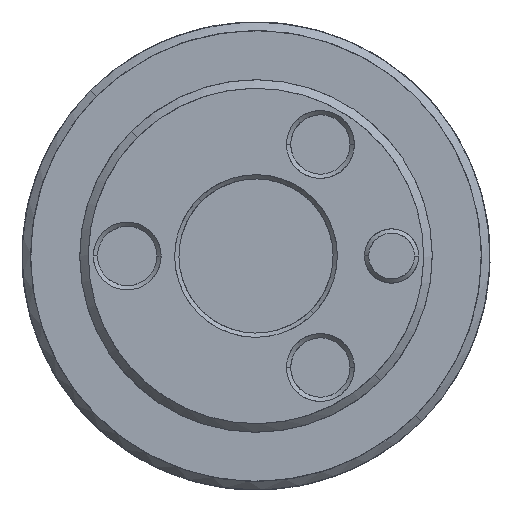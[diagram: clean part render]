
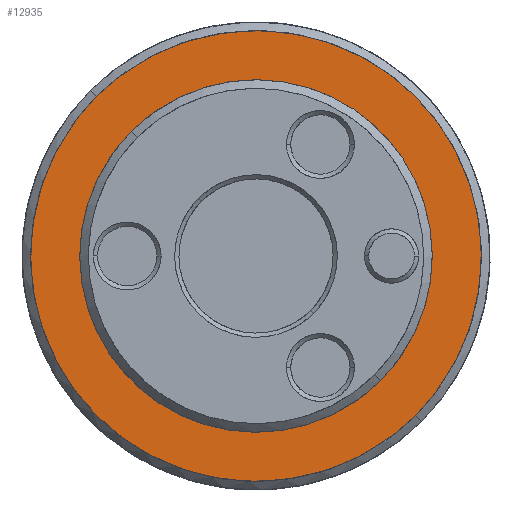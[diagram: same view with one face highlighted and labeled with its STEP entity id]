
A CAD part, left-side view. The second image highlights one B-rep face of the part: STEP entity #12935.
In plain terms, the highlighted free-form (B-spline) face has degree [1, 1] with [2, 2] control points.
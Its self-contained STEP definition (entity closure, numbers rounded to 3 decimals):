
#12935 = ADVANCED_FACE('',(#12936,#12958),#12980,.T.);
#12936 = FACE_BOUND('',#12937,.T.);
#12937 = EDGE_LOOP('',(#12938,#12950));
#12938 = ORIENTED_EDGE('',*,*,#12939,.T.);
#12939 = EDGE_CURVE('',#12940,#12942,#12944,.T.);
#12940 = VERTEX_POINT('',#12941);
#12941 = CARTESIAN_POINT('',(0.,22.853,22.853));
#12942 = VERTEX_POINT('',#12943);
#12943 = CARTESIAN_POINT('',(0.,-22.853,-22.853));
#12944 = ( BOUNDED_CURVE() B_SPLINE_CURVE(2,(#12945,#12946,#12947,#12948
,#12949),.UNSPECIFIED.,.F.,.F.) B_SPLINE_CURVE_WITH_KNOTS((3,2,3),(0.,
1.571,3.142),.PIECEWISE_BEZIER_KNOTS.) CURVE() 
GEOMETRIC_REPRESENTATION_ITEM() RATIONAL_B_SPLINE_CURVE((1.,
0.707,1.,0.707,1.)) REPRESENTATION_ITEM('') );
#12945 = CARTESIAN_POINT('',(0.,22.853,22.853));
#12946 = CARTESIAN_POINT('',(0.,0.,45.707));
#12947 = CARTESIAN_POINT('',(0.,-22.853,22.853));
#12948 = CARTESIAN_POINT('',(0.,-45.707,0.));
#12949 = CARTESIAN_POINT('',(0.,-22.853,-22.853));
#12950 = ORIENTED_EDGE('',*,*,#12951,.T.);
#12951 = EDGE_CURVE('',#12942,#12940,#12952,.T.);
#12952 = ( BOUNDED_CURVE() B_SPLINE_CURVE(2,(#12953,#12954,#12955,#12956
,#12957),.UNSPECIFIED.,.F.,.F.) B_SPLINE_CURVE_WITH_KNOTS((3,2,3),(0.,
1.571,3.142),.PIECEWISE_BEZIER_KNOTS.) CURVE() 
GEOMETRIC_REPRESENTATION_ITEM() RATIONAL_B_SPLINE_CURVE((1.,
0.707,1.,0.707,1.)) REPRESENTATION_ITEM('') );
#12953 = CARTESIAN_POINT('',(0.,-22.853,-22.853));
#12954 = CARTESIAN_POINT('',(0.,0.,-45.707));
#12955 = CARTESIAN_POINT('',(0.,22.853,-22.853));
#12956 = CARTESIAN_POINT('',(0.,45.707,0.));
#12957 = CARTESIAN_POINT('',(0.,22.853,22.853));
#12958 = FACE_BOUND('',#12959,.T.);
#12959 = EDGE_LOOP('',(#12960,#12972));
#12960 = ORIENTED_EDGE('',*,*,#12961,.T.);
#12961 = EDGE_CURVE('',#12962,#12964,#12966,.T.);
#12962 = VERTEX_POINT('',#12963);
#12963 = CARTESIAN_POINT('',(0.,-16.486,-16.486));
#12964 = VERTEX_POINT('',#12965);
#12965 = CARTESIAN_POINT('',(0.,16.486,16.486));
#12966 = ( BOUNDED_CURVE() B_SPLINE_CURVE(2,(#12967,#12968,#12969,#12970
,#12971),.UNSPECIFIED.,.F.,.F.) B_SPLINE_CURVE_WITH_KNOTS((3,2,3),(0.,
1.571,3.142),.PIECEWISE_BEZIER_KNOTS.) CURVE() 
GEOMETRIC_REPRESENTATION_ITEM() RATIONAL_B_SPLINE_CURVE((1.,
0.707,1.,0.707,1.)) REPRESENTATION_ITEM('') );
#12967 = CARTESIAN_POINT('',(0.,-16.486,-16.486));
#12968 = CARTESIAN_POINT('',(0.,-32.971,0.));
#12969 = CARTESIAN_POINT('',(0.,-16.486,16.486));
#12970 = CARTESIAN_POINT('',(0.,0.,32.971));
#12971 = CARTESIAN_POINT('',(0.,16.486,16.486));
#12972 = ORIENTED_EDGE('',*,*,#12973,.T.);
#12973 = EDGE_CURVE('',#12964,#12962,#12974,.T.);
#12974 = ( BOUNDED_CURVE() B_SPLINE_CURVE(2,(#12975,#12976,#12977,#12978
,#12979),.UNSPECIFIED.,.F.,.F.) B_SPLINE_CURVE_WITH_KNOTS((3,2,3),(0.,
1.571,3.142),.PIECEWISE_BEZIER_KNOTS.) CURVE() 
GEOMETRIC_REPRESENTATION_ITEM() RATIONAL_B_SPLINE_CURVE((1.,
0.707,1.,0.707,1.)) REPRESENTATION_ITEM('') );
#12975 = CARTESIAN_POINT('',(0.,16.486,16.486));
#12976 = CARTESIAN_POINT('',(0.,32.971,0.));
#12977 = CARTESIAN_POINT('',(0.,16.486,-16.486));
#12978 = CARTESIAN_POINT('',(0.,0.,-32.971));
#12979 = CARTESIAN_POINT('',(0.,-16.486,-16.486));
#12980 = B_SPLINE_SURFACE_WITH_KNOTS('',1,1,(
    (#12981,#12982)
    ,(#12983,#12984
    )),.UNSPECIFIED.,.F.,.F.,.F.,(2,2),(2,2),(-26.408,26.408),(
    -26.408,26.408),.PIECEWISE_BEZIER_KNOTS.);
#12981 = CARTESIAN_POINT('',(0.,32.32,-32.32));
#12982 = CARTESIAN_POINT('',(0.,-32.32,-32.32));
#12983 = CARTESIAN_POINT('',(0.,32.32,32.32));
#12984 = CARTESIAN_POINT('',(0.,-32.32,32.32));
